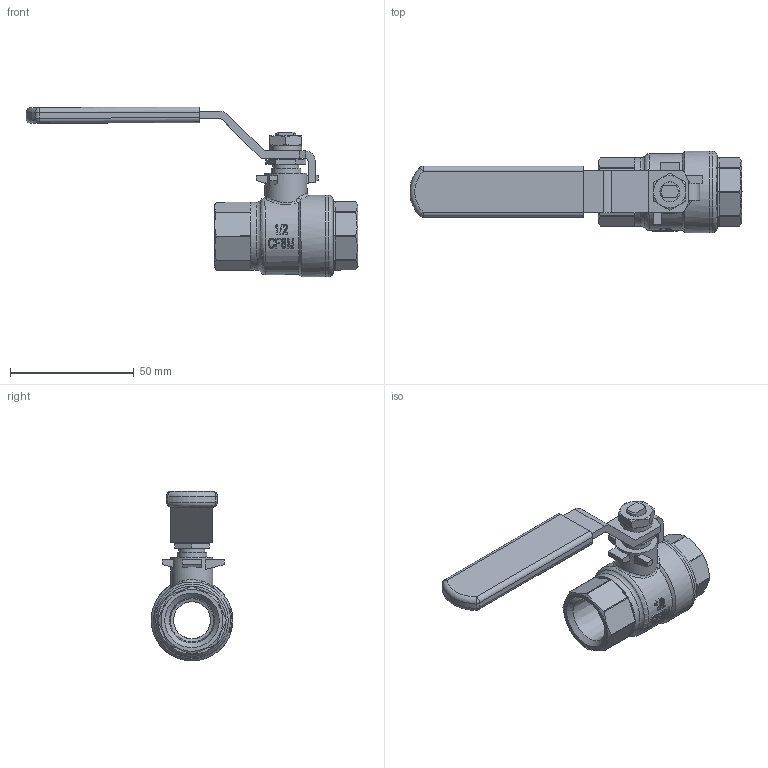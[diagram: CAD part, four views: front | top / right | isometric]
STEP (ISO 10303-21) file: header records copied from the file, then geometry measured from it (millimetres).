
FILE_DESCRIPTION(('STEP AP214'),'1');
FILE_NAME('1-2.stp','2022-06-21T03:10:37',(' '),(' '),'Spatial InterOp 3D',' ',' ');
FILE_SCHEMA(('AUTOMOTIVE_DESIGN { 1 0 10303 214 1 1 1 1 }'));
Length unit declared in the file: millimetre
Products named in the file (13): 2PC____ 1/2"; 密封垫环; 阀盖; 阀体; 手柄套; 垫圈 ： 单圈弹簧 - M8.0 x 2.1; 螺母 ： 标准 - M8.0 x 4.0; 手柄; 压紧螺母; 止推垫圈; TLZ中口填料; 2PC轻型阀杆
Assembly tree (12 placements, depth 2):
  2PC____ 1/2"
    密封垫环
    阀盖
    阀体
    阀体
    手柄套
    垫圈 ： 单圈弹簧 - M8.0 x 2.1
    螺母 ： 标准 - M8.0 x 4.0
    手柄
    压紧螺母
    止推垫圈
    TLZ中口填料
    2PC轻型阀杆
Bounding box: 134.18 x 33 x 68.66 mm (x, y, z)
Volume: 34702.1 mm3; surface area: 28639.6 mm2
Topology: 18 solids, 18 shells, 502 faces, 1309 edges, 853 vertices
Faces by surface type: plane 378, cylinder 58, cone 37, torus 16, bspline 8, sphere 5
Full cylindrical faces by diameter (mm): 8 x3, 8.2 x1, 8.5 x2, 10 x2, 10.3 x1, 10.5 x2, 10.7 x1, 12 x1, 15 x2, 17 x1, 22 x2, 27 x1, 27.5 x1, 28.1 x1, 28.5 x1, 29 x1, 30.5 x1, 31 x1, 33 x2
Entity records: 20989 total; most frequent: CARTESIAN_POINT 4512, DIRECTION 2568, ORIENTED_EDGE 2484, EDGE_CURVE 1242, AXIS2_PLACEMENT_3D 940, VERTEX_POINT 839, LINE 688, VECTOR 688
